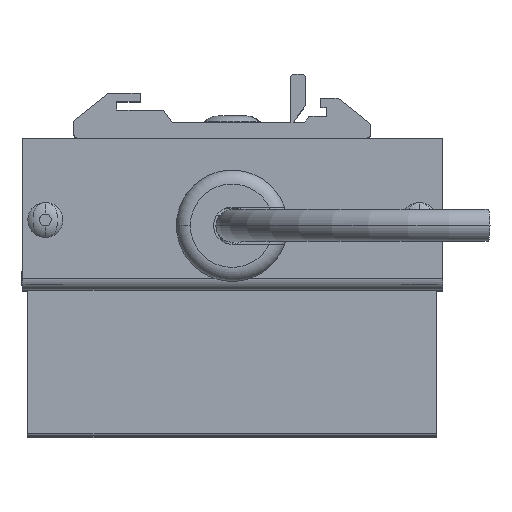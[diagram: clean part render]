
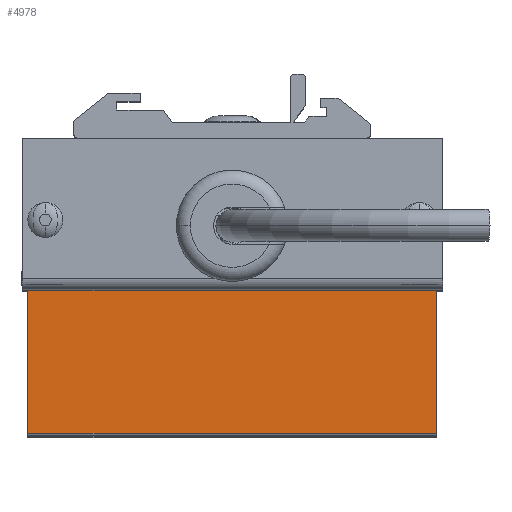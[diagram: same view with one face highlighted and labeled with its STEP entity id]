
A CAD part, top view. The second image highlights one B-rep face of the part: STEP entity #4978.
In plain terms, the highlighted planar face has unit normal (0, 0, 1).
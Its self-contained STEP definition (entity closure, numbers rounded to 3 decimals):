
#431 = VERTEX_POINT ( 'NONE', #11654 ) ;
#753 = EDGE_LOOP ( 'NONE', ( #14782, #5739, #2927, #8874 ) ) ;
#927 = VERTEX_POINT ( 'NONE', #970 ) ;
#970 = CARTESIAN_POINT ( 'NONE',  ( 0., 25., 75. ) ) ;
#2452 = CARTESIAN_POINT ( 'NONE',  ( 70., 0., 75. ) ) ;
#2927 = ORIENTED_EDGE ( 'NONE', *, *, #14062, .F. ) ;
#3558 = VECTOR ( 'NONE', #5179, 1000. ) ;
#3626 = VERTEX_POINT ( 'NONE', #6828 ) ;
#4049 = LINE ( 'NONE', #6718, #7800 ) ;
#4978 = ADVANCED_FACE ( 'NONE', ( #13209 ), #14492, .F. ) ;
#5179 = DIRECTION ( 'NONE',  ( -1., 0., 0. ) ) ;
#5308 = DIRECTION ( 'NONE',  ( -1., 0., 0. ) ) ;
#5550 = DIRECTION ( 'NONE',  ( 0., -1., 0. ) ) ;
#5739 = ORIENTED_EDGE ( 'NONE', *, *, #13863, .F. ) ;
#6621 = VECTOR ( 'NONE', #11683, 1000. ) ;
#6692 = DIRECTION ( 'NONE',  ( -1., 0., 0. ) ) ;
#6718 = CARTESIAN_POINT ( 'NONE',  ( 0., 0., 75. ) ) ;
#6828 = CARTESIAN_POINT ( 'NONE',  ( 70., 25., 75. ) ) ;
#7345 = AXIS2_PLACEMENT_3D ( 'NONE', #9899, #12220, #5308 ) ;
#7767 = VECTOR ( 'NONE', #6692, 1000. ) ;
#7800 = VECTOR ( 'NONE', #5550, 1000. ) ;
#8874 = ORIENTED_EDGE ( 'NONE', *, *, #14946, .T. ) ;
#9717 = LINE ( 'NONE', #2452, #6621 ) ;
#9899 = CARTESIAN_POINT ( 'NONE',  ( 70., 0., 75. ) ) ;
#10910 = CARTESIAN_POINT ( 'NONE',  ( 70., 25., 75. ) ) ;
#11654 = CARTESIAN_POINT ( 'NONE',  ( 70., 0.5, 75. ) ) ;
#11683 = DIRECTION ( 'NONE',  ( 0., -1., 0. ) ) ;
#12220 = DIRECTION ( 'NONE',  ( 0., 0., -1. ) ) ;
#12845 = CARTESIAN_POINT ( 'NONE',  ( 0., 0.5, 75. ) ) ;
#13019 = EDGE_CURVE ( 'NONE', #927, #14507, #4049, .T. ) ;
#13124 = LINE ( 'NONE', #10910, #3558 ) ;
#13209 = FACE_OUTER_BOUND ( 'NONE', #753, .T. ) ;
#13565 = LINE ( 'NONE', #13612, #7767 ) ;
#13612 = CARTESIAN_POINT ( 'NONE',  ( 70., 0.5, 75. ) ) ;
#13863 = EDGE_CURVE ( 'NONE', #431, #14507, #13565, .T. ) ;
#14062 = EDGE_CURVE ( 'NONE', #3626, #431, #9717, .T. ) ;
#14492 = PLANE ( 'NONE',  #7345 ) ;
#14507 = VERTEX_POINT ( 'NONE', #12845 ) ;
#14782 = ORIENTED_EDGE ( 'NONE', *, *, #13019, .T. ) ;
#14946 = EDGE_CURVE ( 'NONE', #3626, #927, #13124, .T. ) ;
